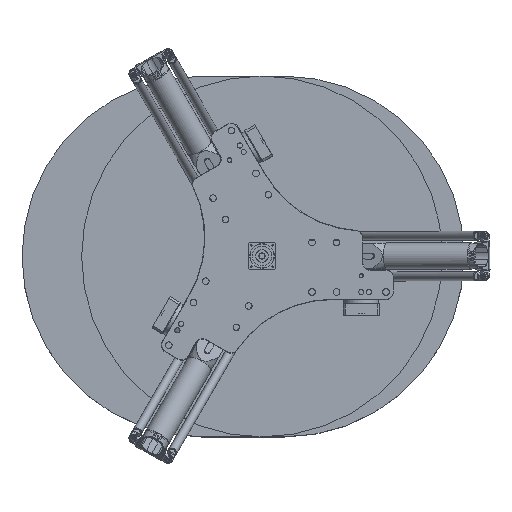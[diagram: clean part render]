
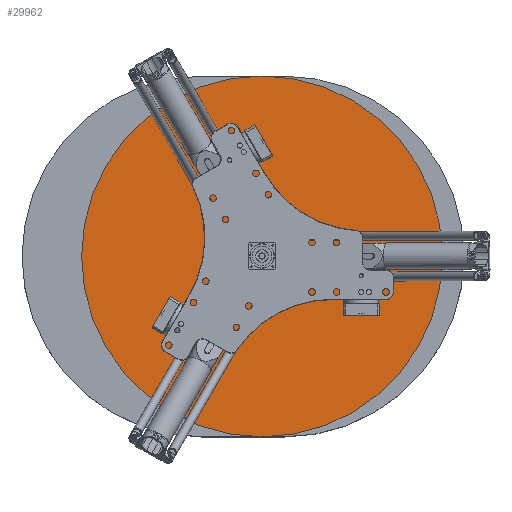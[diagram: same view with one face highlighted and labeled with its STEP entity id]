
A CAD part, top view. The second image highlights one B-rep face of the part: STEP entity #29962.
In plain terms, the highlighted planar face has unit normal (0, 0, 1).
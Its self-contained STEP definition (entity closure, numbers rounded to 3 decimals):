
#5689=PLANE('',#32176);
#7946=FACE_OUTER_BOUND('',#9917,.T.);
#9917=EDGE_LOOP('',(#21007));
#12588=CIRCLE('',#32175,600.);
#14032=VERTEX_POINT('',#44755);
#16865=EDGE_CURVE('',#14032,#14032,#12588,.T.);
#21007=ORIENTED_EDGE('',*,*,#16865,.F.);
#29962=ADVANCED_FACE('',(#7946),#5689,.F.);
#32175=AXIS2_PLACEMENT_3D('',#44756,#35561,#35562);
#32176=AXIS2_PLACEMENT_3D('',#44757,#35563,#35564);
#35561=DIRECTION('center_axis',(0.,0.,-1.));
#35562=DIRECTION('ref_axis',(-1.,0.,0.));
#35563=DIRECTION('center_axis',(0.,0.,-1.));
#35564=DIRECTION('ref_axis',(-1.,0.,0.));
#44755=CARTESIAN_POINT('',(600.,0.,150.));
#44756=CARTESIAN_POINT('Origin',(0.,0.,150.));
#44757=CARTESIAN_POINT('Origin',(0.,0.,150.));
